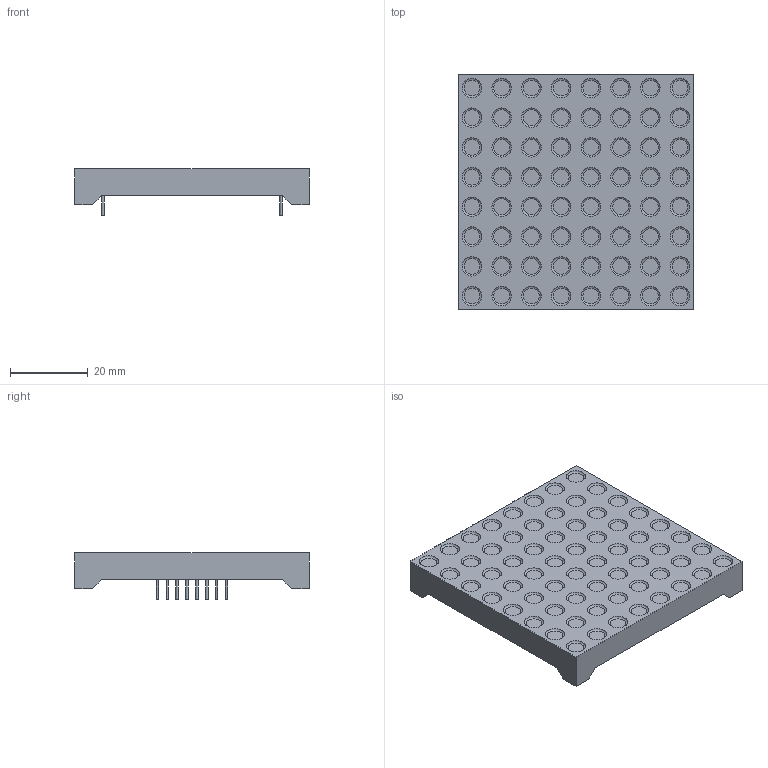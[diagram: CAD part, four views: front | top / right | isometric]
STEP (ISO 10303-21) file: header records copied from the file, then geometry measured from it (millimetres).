
FILE_DESCRIPTION(/* description */ (''),/* implementation_level */ '2;1');
FILE_NAME(/* name */ 'LED_MATRIX_8X8-60.2X60.2MM.stp',/* time_stamp */ '2024-01-28T20:45:57+03:00',/* author */ ('crscnt'),/* organization */ (''),/* preprocessor_version */ 'ST-DEVELOPER v19',/* originating_system */ 'Autodesk Inventor 2023',/* authorisation */ '');
FILE_SCHEMA (('AUTOMOTIVE_DESIGN { 1 0 10303 214 3 1 1 }'));
Length unit declared in the file: millimetre
Products named in the file (1): LED Matrix 8x8
Bounding box: 60.2 x 60.2 x 11.9 mm (x, y, z)
Volume: 17385.8 mm3; surface area: 9878.8 mm2
Topology: 1 solids, 1 shells, 194 faces, 324 edges, 212 vertices
Faces by surface type: plane 110, torus 64, cylinder 20
Full cylindrical faces by diameter (mm): 0.6 x16
Entity records: 4734 total; most frequent: DIRECTION 942, CARTESIAN_POINT 731, ORIENTED_EDGE 648, AXIS2_PLACEMENT_3D 423, EDGE_CURVE 324, EDGE_LOOP 274, CIRCLE 224, VERTEX_POINT 212
